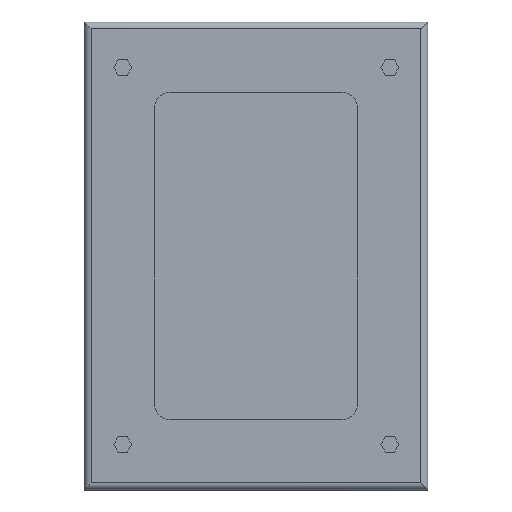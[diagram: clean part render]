
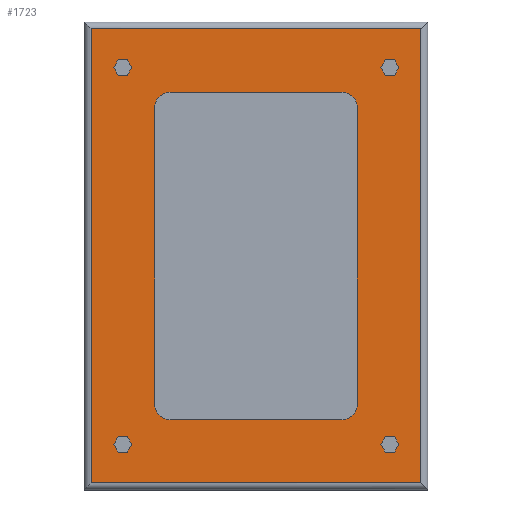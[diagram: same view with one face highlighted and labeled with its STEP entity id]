
A CAD part, top view. The second image highlights one B-rep face of the part: STEP entity #1723.
In plain terms, the highlighted planar face has unit normal (0, 0, 1).
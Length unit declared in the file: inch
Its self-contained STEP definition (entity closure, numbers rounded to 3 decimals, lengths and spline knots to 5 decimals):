
#20 = VECTOR ( 'NONE', #116, 39.37008 ) ;
#28 = FACE_BOUND ( 'NONE', #924, .T. ) ;
#37 = VERTEX_POINT ( 'NONE', #3144 ) ;
#45 = CARTESIAN_POINT ( 'NONE',  ( -0.00531, 0., 0.2095 ) ) ;
#49 = CARTESIAN_POINT ( 'NONE',  ( -1.38031, -2.625, 0.2095 ) ) ;
#82 = CARTESIAN_POINT ( 'NONE',  ( -2.14587, 3.01969, 0.2095 ) ) ;
#103 = ORIENTED_EDGE ( 'NONE', *, *, #2633, .F. ) ;
#116 = DIRECTION ( 'NONE',  ( 0., -1., 0. ) ) ;
#150 = ORIENTED_EDGE ( 'NONE', *, *, #3050, .F. ) ;
#208 = EDGE_CURVE ( 'NONE', #1314, #2253, #2874, .T. ) ;
#212 = EDGE_CURVE ( 'NONE', #2253, #2243, #1696, .T. ) ;
#251 = CARTESIAN_POINT ( 'NONE',  ( -1.38031, 2.375, 0.2095 ) ) ;
#330 = AXIS2_PLACEMENT_3D ( 'NONE', #251, #2750, #2245 ) ;
#336 = DIRECTION ( 'NONE',  ( 1., 0., 0. ) ) ;
#343 = VECTOR ( 'NONE', #475, 39.37008 ) ;
#359 = DIRECTION ( 'NONE',  ( 0., 0., 1. ) ) ;
#364 = LINE ( 'NONE', #2357, #20 ) ;
#388 = AXIS2_PLACEMENT_3D ( 'NONE', #2722, #755, #1459 ) ;
#475 = DIRECTION ( 'NONE',  ( 0., 1., 0. ) ) ;
#520 = DIRECTION ( 'NONE',  ( 1., 0., 0. ) ) ;
#572 = EDGE_CURVE ( 'NONE', #699, #2645, #1259, .T. ) ;
#582 = CARTESIAN_POINT ( 'NONE',  ( 1.36969, -2.375, 0.2095 ) ) ;
#611 = AXIS2_PLACEMENT_3D ( 'NONE', #2512, #3240, #2963 ) ;
#627 = DIRECTION ( 'NONE',  ( 0., 0., 1. ) ) ;
#632 = ORIENTED_EDGE ( 'NONE', *, *, #2104, .T. ) ;
#699 = VERTEX_POINT ( 'NONE', #1571 ) ;
#725 = EDGE_CURVE ( 'NONE', #2086, #1178, #364, .T. ) ;
#755 = DIRECTION ( 'NONE',  ( 0., 0., 1. ) ) ;
#764 = AXIS2_PLACEMENT_3D ( 'NONE', #82, #2550, #817 ) ;
#785 = ORIENTED_EDGE ( 'NONE', *, *, #1563, .T. ) ;
#800 = CIRCLE ( 'NONE', #3048, 0.25 ) ;
#803 = CARTESIAN_POINT ( 'NONE',  ( 2.63819, -3.63819, 0.2095 ) ) ;
#817 = DIRECTION ( 'NONE',  ( 1., 0., 0. ) ) ;
#849 = CIRCLE ( 'NONE', #330, 0.25 ) ;
#867 = CIRCLE ( 'NONE', #611, 0.10669 ) ;
#910 = EDGE_CURVE ( 'NONE', #1651, #1314, #1637, .T. ) ;
#924 = EDGE_LOOP ( 'NONE', ( #2151 ) ) ;
#966 = LINE ( 'NONE', #2721, #343 ) ;
#973 = CARTESIAN_POINT ( 'NONE',  ( -1.38031, 2.625, 0.2095 ) ) ;
#980 = CARTESIAN_POINT ( 'NONE',  ( -1.63031, 2.375, 0.2095 ) ) ;
#1000 = CARTESIAN_POINT ( 'NONE',  ( -2.64882, 3.63819, 0.2095 ) ) ;
#1030 = CARTESIAN_POINT ( 'NONE',  ( -2.14587, -3.01969, 0.2095 ) ) ;
#1047 = DIRECTION ( 'NONE',  ( 1., 0., 0. ) ) ;
#1051 = CARTESIAN_POINT ( 'NONE',  ( 2.75, -3.63819, 0.2095 ) ) ;
#1065 = VECTOR ( 'NONE', #1972, 39.37008 ) ;
#1078 = EDGE_LOOP ( 'NONE', ( #1778, #632, #785, #2043 ) ) ;
#1147 = CARTESIAN_POINT ( 'NONE',  ( 1.61969, -2.375, 0.2095 ) ) ;
#1178 = VERTEX_POINT ( 'NONE', #1196 ) ;
#1194 = EDGE_CURVE ( 'NONE', #2645, #2480, #849, .T. ) ;
#1196 = CARTESIAN_POINT ( 'NONE',  ( -2.64882, -3.63819, 0.2095 ) ) ;
#1231 = CIRCLE ( 'NONE', #1445, 0.10669 ) ;
#1250 = EDGE_LOOP ( 'NONE', ( #103 ) ) ;
#1259 = LINE ( 'NONE', #973, #1065 ) ;
#1286 = FACE_BOUND ( 'NONE', #1250, .T. ) ;
#1301 = FACE_OUTER_BOUND ( 'NONE', #1078, .T. ) ;
#1304 = EDGE_LOOP ( 'NONE', ( #2497, #2973, #1775, #1626, #2390, #2439, #3116, #2483 ) ) ;
#1306 = CARTESIAN_POINT ( 'NONE',  ( 2.13524, -3.01969, 0.2095 ) ) ;
#1314 = VERTEX_POINT ( 'NONE', #49 ) ;
#1318 = DIRECTION ( 'NONE',  ( 1., 0., 0. ) ) ;
#1439 = ORIENTED_EDGE ( 'NONE', *, *, #2594, .F. ) ;
#1445 = AXIS2_PLACEMENT_3D ( 'NONE', #1030, #2337, #1527 ) ;
#1459 = DIRECTION ( 'NONE',  ( 1., 0., 0. ) ) ;
#1463 = VERTEX_POINT ( 'NONE', #1974 ) ;
#1482 = DIRECTION ( 'NONE',  ( -1., 0., 0. ) ) ;
#1527 = DIRECTION ( 'NONE',  ( 1., 0., 0. ) ) ;
#1563 = EDGE_CURVE ( 'NONE', #2120, #37, #2681, .T. ) ;
#1571 = CARTESIAN_POINT ( 'NONE',  ( 1.36969, 2.625, 0.2095 ) ) ;
#1619 = CARTESIAN_POINT ( 'NONE',  ( 1.36969, 2.375, 0.2095 ) ) ;
#1626 = ORIENTED_EDGE ( 'NONE', *, *, #572, .F. ) ;
#1637 = CIRCLE ( 'NONE', #388, 0.25 ) ;
#1651 = VERTEX_POINT ( 'NONE', #2481 ) ;
#1666 = EDGE_CURVE ( 'NONE', #2480, #1651, #3223, .T. ) ;
#1696 = CIRCLE ( 'NONE', #2223, 0.25 ) ;
#1709 = CARTESIAN_POINT ( 'NONE',  ( -2.03917, 3.01969, 0.2095 ) ) ;
#1723 = ADVANCED_FACE ( 'NONE', ( #1301, #2775, #2026, #2056, #28, #1286 ), #1872, .T. ) ;
#1756 = EDGE_CURVE ( 'NONE', #2608, #699, #800, .T. ) ;
#1775 = ORIENTED_EDGE ( 'NONE', *, *, #1194, .F. ) ;
#1778 = ORIENTED_EDGE ( 'NONE', *, *, #725, .T. ) ;
#1829 = CARTESIAN_POINT ( 'NONE',  ( -1.38031, 2.625, 0.2095 ) ) ;
#1859 = CIRCLE ( 'NONE', #2281, 0.10669 ) ;
#1868 = LINE ( 'NONE', #1051, #3212 ) ;
#1872 = PLANE ( 'NONE',  #2167 ) ;
#1959 = DIRECTION ( 'NONE',  ( 0., 1., 0. ) ) ;
#1972 = DIRECTION ( 'NONE',  ( -1., 0., 0. ) ) ;
#1973 = EDGE_LOOP ( 'NONE', ( #150 ) ) ;
#1974 = CARTESIAN_POINT ( 'NONE',  ( 2.24193, -3.01969, 0.2095 ) ) ;
#1978 = LINE ( 'NONE', #2731, #2913 ) ;
#2026 = FACE_BOUND ( 'NONE', #1973, .T. ) ;
#2043 = ORIENTED_EDGE ( 'NONE', *, *, #2947, .T. ) ;
#2053 = DIRECTION ( 'NONE',  ( 1., 0., 0. ) ) ;
#2056 = FACE_BOUND ( 'NONE', #3140, .T. ) ;
#2086 = VERTEX_POINT ( 'NONE', #1000 ) ;
#2104 = EDGE_CURVE ( 'NONE', #1178, #2120, #1868, .T. ) ;
#2120 = VERTEX_POINT ( 'NONE', #803 ) ;
#2151 = ORIENTED_EDGE ( 'NONE', *, *, #2854, .F. ) ;
#2167 = AXIS2_PLACEMENT_3D ( 'NONE', #45, #3024, #520 ) ;
#2190 = CARTESIAN_POINT ( 'NONE',  ( 2.24193, 3.01969, 0.2095 ) ) ;
#2221 = CARTESIAN_POINT ( 'NONE',  ( 2.63819, 3.75, 0.2095 ) ) ;
#2223 = AXIS2_PLACEMENT_3D ( 'NONE', #582, #3052, #336 ) ;
#2237 = VERTEX_POINT ( 'NONE', #2190 ) ;
#2243 = VERTEX_POINT ( 'NONE', #1147 ) ;
#2245 = DIRECTION ( 'NONE',  ( 1., 0., 0. ) ) ;
#2253 = VERTEX_POINT ( 'NONE', #2671 ) ;
#2281 = AXIS2_PLACEMENT_3D ( 'NONE', #1306, #359, #1047 ) ;
#2319 = VECTOR ( 'NONE', #1959, 39.37008 ) ;
#2337 = DIRECTION ( 'NONE',  ( 0., 0., 1. ) ) ;
#2357 = CARTESIAN_POINT ( 'NONE',  ( -2.64882, -3.75, 0.2095 ) ) ;
#2390 = ORIENTED_EDGE ( 'NONE', *, *, #1756, .F. ) ;
#2439 = ORIENTED_EDGE ( 'NONE', *, *, #2520, .F. ) ;
#2480 = VERTEX_POINT ( 'NONE', #3015 ) ;
#2481 = CARTESIAN_POINT ( 'NONE',  ( -1.63031, -2.375, 0.2095 ) ) ;
#2483 = ORIENTED_EDGE ( 'NONE', *, *, #208, .F. ) ;
#2497 = ORIENTED_EDGE ( 'NONE', *, *, #910, .F. ) ;
#2512 = CARTESIAN_POINT ( 'NONE',  ( 2.13524, 3.01969, 0.2095 ) ) ;
#2520 = EDGE_CURVE ( 'NONE', #2243, #2608, #966, .T. ) ;
#2550 = DIRECTION ( 'NONE',  ( 0., 0., 1. ) ) ;
#2594 = EDGE_CURVE ( 'NONE', #1463, #1463, #1859, .T. ) ;
#2595 = CARTESIAN_POINT ( 'NONE',  ( -1.38031, -2.625, 0.2095 ) ) ;
#2601 = CARTESIAN_POINT ( 'NONE',  ( 1.61969, 2.375, 0.2095 ) ) ;
#2608 = VERTEX_POINT ( 'NONE', #2601 ) ;
#2633 = EDGE_CURVE ( 'NONE', #2958, #2958, #3016, .T. ) ;
#2645 = VERTEX_POINT ( 'NONE', #1829 ) ;
#2671 = CARTESIAN_POINT ( 'NONE',  ( 1.36969, -2.625, 0.2095 ) ) ;
#2681 = LINE ( 'NONE', #2221, #2319 ) ;
#2721 = CARTESIAN_POINT ( 'NONE',  ( 1.61969, 2.375, 0.2095 ) ) ;
#2722 = CARTESIAN_POINT ( 'NONE',  ( -1.38031, -2.375, 0.2095 ) ) ;
#2731 = CARTESIAN_POINT ( 'NONE',  ( -2.76063, 3.63819, 0.2095 ) ) ;
#2750 = DIRECTION ( 'NONE',  ( 0., 0., 1. ) ) ;
#2775 = FACE_BOUND ( 'NONE', #1304, .T. ) ;
#2787 = VECTOR ( 'NONE', #2977, 39.37008 ) ;
#2853 = DIRECTION ( 'NONE',  ( 1., 0., 0. ) ) ;
#2854 = EDGE_CURVE ( 'NONE', #2237, #2237, #867, .T. ) ;
#2874 = LINE ( 'NONE', #2595, #3111 ) ;
#2913 = VECTOR ( 'NONE', #1482, 39.37008 ) ;
#2947 = EDGE_CURVE ( 'NONE', #37, #2086, #1978, .T. ) ;
#2958 = VERTEX_POINT ( 'NONE', #1709 ) ;
#2963 = DIRECTION ( 'NONE',  ( 1., 0., 0. ) ) ;
#2973 = ORIENTED_EDGE ( 'NONE', *, *, #1666, .F. ) ;
#2974 = CARTESIAN_POINT ( 'NONE',  ( -2.03917, -3.01969, 0.2095 ) ) ;
#2977 = DIRECTION ( 'NONE',  ( 0., -1., 0. ) ) ;
#3015 = CARTESIAN_POINT ( 'NONE',  ( -1.63031, 2.375, 0.2095 ) ) ;
#3016 = CIRCLE ( 'NONE', #764, 0.10669 ) ;
#3024 = DIRECTION ( 'NONE',  ( 0., 0., 1. ) ) ;
#3048 = AXIS2_PLACEMENT_3D ( 'NONE', #1619, #627, #1318 ) ;
#3050 = EDGE_CURVE ( 'NONE', #3190, #3190, #1231, .T. ) ;
#3052 = DIRECTION ( 'NONE',  ( 0., 0., 1. ) ) ;
#3111 = VECTOR ( 'NONE', #2053, 39.37008 ) ;
#3116 = ORIENTED_EDGE ( 'NONE', *, *, #212, .F. ) ;
#3140 = EDGE_LOOP ( 'NONE', ( #1439 ) ) ;
#3144 = CARTESIAN_POINT ( 'NONE',  ( 2.63819, 3.63819, 0.2095 ) ) ;
#3190 = VERTEX_POINT ( 'NONE', #2974 ) ;
#3212 = VECTOR ( 'NONE', #2853, 39.37008 ) ;
#3223 = LINE ( 'NONE', #980, #2787 ) ;
#3240 = DIRECTION ( 'NONE',  ( 0., 0., 1. ) ) ;
